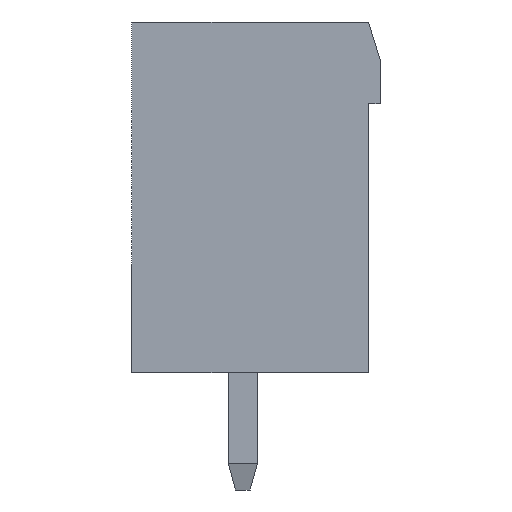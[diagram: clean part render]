
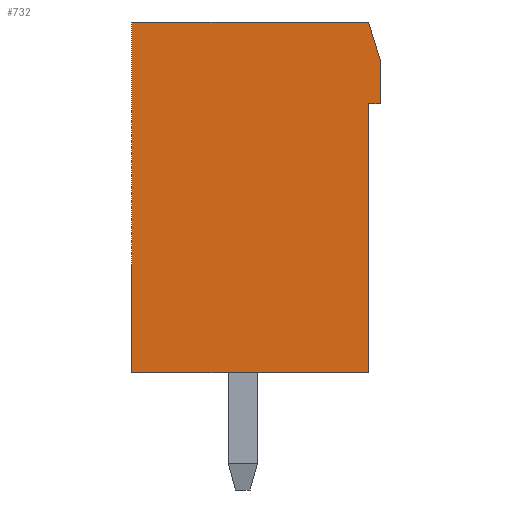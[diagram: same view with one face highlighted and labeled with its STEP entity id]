
A CAD part, left-side view. The second image highlights one B-rep face of the part: STEP entity #732.
In plain terms, the highlighted planar face has unit normal (-1, 0, 0).
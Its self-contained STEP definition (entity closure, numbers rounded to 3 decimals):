
#732 = ADVANCED_FACE( '', ( #1796 ), #1797, .T. );
#1796 = FACE_OUTER_BOUND( '', #3305, .T. );
#1797 = PLANE( '', #3306 );
#3305 = EDGE_LOOP( '', ( #4984, #4985, #4986, #4987, #4988, #4989, #4990 ) );
#3306 = AXIS2_PLACEMENT_3D( '', #4991, #4992, #4993 );
#4984 = ORIENTED_EDGE( '', *, *, #9428, .T. );
#4985 = ORIENTED_EDGE( '', *, *, #9429, .T. );
#4986 = ORIENTED_EDGE( '', *, *, #9430, .T. );
#4987 = ORIENTED_EDGE( '', *, *, #9431, .T. );
#4988 = ORIENTED_EDGE( '', *, *, #9432, .T. );
#4989 = ORIENTED_EDGE( '', *, *, #9433, .T. );
#4990 = ORIENTED_EDGE( '', *, *, #9434, .T. );
#4991 = CARTESIAN_POINT( '', ( -35.56, 0., 0. ) );
#4992 = DIRECTION( '', ( -1., 0., 0. ) );
#4993 = DIRECTION( '', ( 0., 0., 1. ) );
#9428 = EDGE_CURVE( '', #11362, #11363, #11364, .T. );
#9429 = EDGE_CURVE( '', #11363, #11365, #11366, .T. );
#9430 = EDGE_CURVE( '', #11365, #11367, #11368, .T. );
#9431 = EDGE_CURVE( '', #11367, #11369, #11370, .T. );
#9432 = EDGE_CURVE( '', #11369, #11371, #11372, .T. );
#9433 = EDGE_CURVE( '', #11371, #11373, #11374, .T. );
#9434 = EDGE_CURVE( '', #11373, #11362, #11375, .T. );
#11362 = VERTEX_POINT( '', #14180 );
#11363 = VERTEX_POINT( '', #14181 );
#11364 = LINE( '', #14182, #14183 );
#11365 = VERTEX_POINT( '', #14184 );
#11366 = LINE( '', #14185, #14186 );
#11367 = VERTEX_POINT( '', #14187 );
#11368 = LINE( '', #14188, #14189 );
#11369 = VERTEX_POINT( '', #14190 );
#11370 = LINE( '', #14191, #14192 );
#11371 = VERTEX_POINT( '', #14193 );
#11372 = LINE( '', #14194, #14195 );
#11373 = VERTEX_POINT( '', #14196 );
#11374 = LINE( '', #14197, #14198 );
#11375 = LINE( '', #14199, #14200 );
#14180 = CARTESIAN_POINT( '', ( -35.56, -4.45, 4.7 ) );
#14181 = CARTESIAN_POINT( '', ( -35.56, -4.05, 6. ) );
#14182 = CARTESIAN_POINT( '', ( -35.56, -4.45, 4.7 ) );
#14183 = VECTOR( '', #18017, 1000. );
#14184 = CARTESIAN_POINT( '', ( -35.56, 4.05, 6. ) );
#14185 = CARTESIAN_POINT( '', ( -35.56, -4.05, 6. ) );
#14186 = VECTOR( '', #18018, 1000. );
#14187 = CARTESIAN_POINT( '', ( -35.56, 4.05, -6. ) );
#14188 = CARTESIAN_POINT( '', ( -35.56, 4.05, 6. ) );
#14189 = VECTOR( '', #18019, 1000. );
#14190 = CARTESIAN_POINT( '', ( -35.56, -4.05, -6. ) );
#14191 = CARTESIAN_POINT( '', ( -35.56, 4.05, -6. ) );
#14192 = VECTOR( '', #18020, 1000. );
#14193 = CARTESIAN_POINT( '', ( -35.56, -4.05, 3.2 ) );
#14194 = CARTESIAN_POINT( '', ( -35.56, -4.05, -6. ) );
#14195 = VECTOR( '', #18021, 1000. );
#14196 = CARTESIAN_POINT( '', ( -35.56, -4.45, 3.2 ) );
#14197 = CARTESIAN_POINT( '', ( -35.56, -4.05, 3.2 ) );
#14198 = VECTOR( '', #18022, 1000. );
#14199 = CARTESIAN_POINT( '', ( -35.56, -4.45, 3.2 ) );
#14200 = VECTOR( '', #18023, 1000. );
#18017 = DIRECTION( '', ( 0., 0.294, 0.956 ) );
#18018 = DIRECTION( '', ( 0., 1., 0. ) );
#18019 = DIRECTION( '', ( 0., 0., -1. ) );
#18020 = DIRECTION( '', ( 0., -1., 0. ) );
#18021 = DIRECTION( '', ( 0., 0., 1. ) );
#18022 = DIRECTION( '', ( 0., -1., 0. ) );
#18023 = DIRECTION( '', ( 0., 0., 1. ) );
